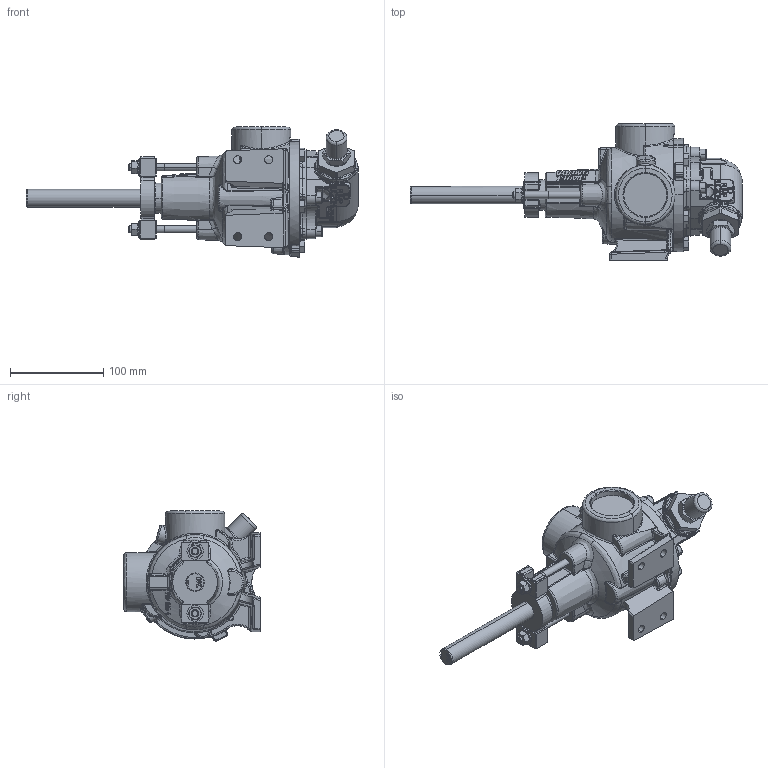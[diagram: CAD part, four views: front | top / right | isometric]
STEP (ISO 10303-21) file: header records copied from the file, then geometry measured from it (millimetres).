
FILE_DESCRIPTION (( 'STEP AP214' ), '1' );
FILE_NAME ('HL32.STEP', '2016-12-14T16:55:26', ( '' ), ( '' ), 'SwSTEP 2.0', 'SolidWorks 2016', '' );
FILE_SCHEMA (( 'AUTOMOTIVE_DESIGN' ));
Length unit declared in the file: inch
Products named in the file (2): HL32
Bounding box: 355.84 x 146.32 x 139.55 mm (x, y, z)
Volume: 1504352.7 mm3; surface area: 136139.5 mm2
Topology: 1 solids, 1 shells, 2345 faces, 5878 edges, 3494 vertices
Faces by surface type: bspline 1009, plane 732, cylinder 429, cone 175
Entity records: 138632 total; most frequent: CARTESIAN_POINT 69887, ORIENTED_EDGE 11468, DIRECTION 7595, EDGE_CURVE 5734, VERTEX_POINT 3494, AXIS2_PLACEMENT_3D 2669, EDGE_LOOP 2460, ADVANCED_FACE 2345
